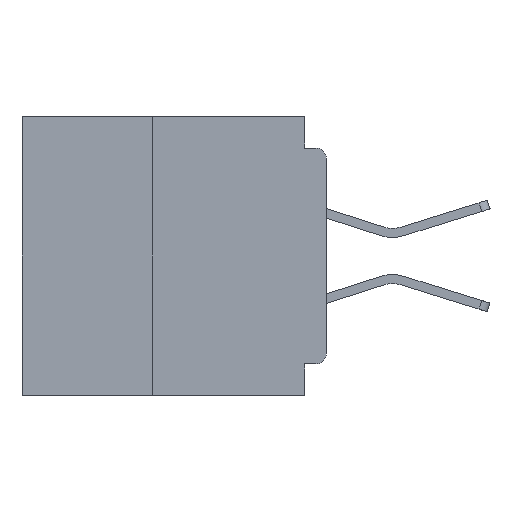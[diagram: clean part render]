
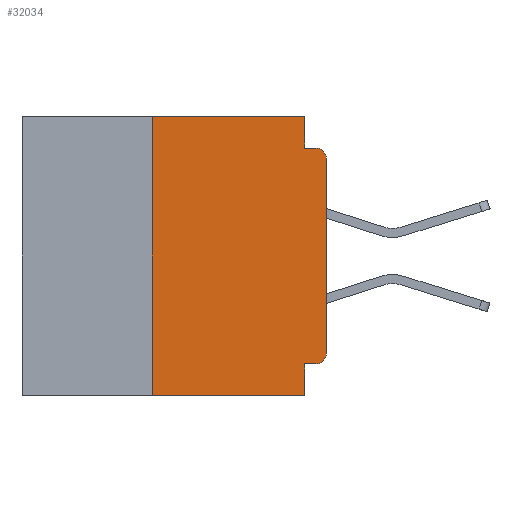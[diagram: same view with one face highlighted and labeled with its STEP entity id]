
A CAD part, left-side view. The second image highlights one B-rep face of the part: STEP entity #32034.
In plain terms, the highlighted planar face has unit normal (-1, 0, 0).
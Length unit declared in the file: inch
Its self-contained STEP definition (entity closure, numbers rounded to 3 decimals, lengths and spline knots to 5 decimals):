
#700 = VERTEX_POINT ( 'NONE', #38224 ) ;
#1400 = ORIENTED_EDGE ( 'NONE', *, *, #22707, .T. ) ;
#3102 = EDGE_CURVE ( 'NONE', #700, #5576, #43902, .T. ) ;
#3334 = EDGE_CURVE ( 'NONE', #28861, #5576, #25783, .T. ) ;
#5011 = LINE ( 'NONE', #19637, #43559 ) ;
#5576 = VERTEX_POINT ( 'NONE', #5955 ) ;
#5955 = CARTESIAN_POINT ( 'NONE',  ( 0., 0.031, -0.4 ) ) ;
#6643 = EDGE_CURVE ( 'NONE', #33008, #28157, #42367, .T. ) ;
#7456 = CIRCLE ( 'NONE', #33158, 0.015 ) ;
#7514 = DIRECTION ( 'NONE',  ( 1., 0., 0. ) ) ;
#7904 = CARTESIAN_POINT ( 'NONE',  ( 0., 0.437, -0.4 ) ) ;
#7946 = DIRECTION ( 'NONE',  ( 0., -1., 0. ) ) ;
#8181 = CARTESIAN_POINT ( 'NONE',  ( 0., 0.015, -0.34 ) ) ;
#9696 = EDGE_CURVE ( 'NONE', #21564, #700, #26336, .T. ) ;
#9873 = CARTESIAN_POINT ( 'NONE',  ( 0., 0., -0.045 ) ) ;
#10936 = CARTESIAN_POINT ( 'NONE',  ( 0., 0.015, -0.06 ) ) ;
#12031 = DIRECTION ( 'NONE',  ( 0., -1., 0. ) ) ;
#12078 = DIRECTION ( 'NONE',  ( 0., 0., -1. ) ) ;
#14807 = DIRECTION ( 'NONE',  ( 0., 0., -1. ) ) ;
#14812 = ORIENTED_EDGE ( 'NONE', *, *, #9696, .F. ) ;
#14995 = CARTESIAN_POINT ( 'NONE',  ( 0., 0.031, -0.045 ) ) ;
#15002 = VERTEX_POINT ( 'NONE', #14995 ) ;
#15609 = VECTOR ( 'NONE', #49799, 39.37008 ) ;
#16095 = CARTESIAN_POINT ( 'NONE',  ( 0., 0., 0. ) ) ;
#16142 = VECTOR ( 'NONE', #33006, 39.37008 ) ;
#16204 = DIRECTION ( 'NONE',  ( 0., 0., 1. ) ) ;
#17203 = CIRCLE ( 'NONE', #24636, 0.015 ) ;
#18157 = EDGE_CURVE ( 'NONE', #28449, #34219, #5011, .T. ) ;
#19200 = ORIENTED_EDGE ( 'NONE', *, *, #6643, .T. ) ;
#19340 = DIRECTION ( 'NONE',  ( 0., 0., -1. ) ) ;
#19637 = CARTESIAN_POINT ( 'NONE',  ( 0., 0.437, 0. ) ) ;
#20495 = CARTESIAN_POINT ( 'NONE',  ( 0., 0., -0.34 ) ) ;
#21564 = VERTEX_POINT ( 'NONE', #37682 ) ;
#21713 = EDGE_CURVE ( 'NONE', #28861, #28449, #36147, .T. ) ;
#22707 = EDGE_CURVE ( 'NONE', #28157, #42014, #7456, .T. ) ;
#23500 = VECTOR ( 'NONE', #40495, 39.37008 ) ;
#24567 = EDGE_LOOP ( 'NONE', ( #19200, #1400, #33317, #43842, #34438, #43310, #40321, #43274, #14812, #47649 ) ) ;
#24636 = AXIS2_PLACEMENT_3D ( 'NONE', #8181, #35201, #12078 ) ;
#25783 = LINE ( 'NONE', #7904, #44953 ) ;
#26336 = LINE ( 'NONE', #46106, #45492 ) ;
#26928 = CARTESIAN_POINT ( 'NONE',  ( 0., 0.031, 0. ) ) ;
#27025 = CARTESIAN_POINT ( 'NONE',  ( 0., 0.25, -0.4 ) ) ;
#27036 = DIRECTION ( 'NONE',  ( 0., 1., 0. ) ) ;
#27433 = VECTOR ( 'NONE', #19340, 39.37008 ) ;
#27584 = CARTESIAN_POINT ( 'NONE',  ( 0., 0.015, -0.045 ) ) ;
#28157 = VERTEX_POINT ( 'NONE', #43648 ) ;
#28449 = VERTEX_POINT ( 'NONE', #41677 ) ;
#28861 = VERTEX_POINT ( 'NONE', #32754 ) ;
#32034 = ADVANCED_FACE ( 'NONE', ( #33114 ), #49705, .F. ) ;
#32384 = EDGE_CURVE ( 'NONE', #15002, #42014, #36700, .T. ) ;
#32754 = CARTESIAN_POINT ( 'NONE',  ( 0., 0.25, -0.4 ) ) ;
#33006 = DIRECTION ( 'NONE',  ( 0., -1., 0. ) ) ;
#33008 = VERTEX_POINT ( 'NONE', #20495 ) ;
#33114 = FACE_OUTER_BOUND ( 'NONE', #24567, .T. ) ;
#33158 = AXIS2_PLACEMENT_3D ( 'NONE', #10936, #37904, #14807 ) ;
#33317 = ORIENTED_EDGE ( 'NONE', *, *, #32384, .F. ) ;
#33379 = VECTOR ( 'NONE', #16204, 39.37008 ) ;
#34219 = VERTEX_POINT ( 'NONE', #47694 ) ;
#34438 = ORIENTED_EDGE ( 'NONE', *, *, #18157, .F. ) ;
#34549 = DIRECTION ( 'NONE',  ( 0., 0., -1. ) ) ;
#35201 = DIRECTION ( 'NONE',  ( -1., 0., 0. ) ) ;
#36147 = LINE ( 'NONE', #27025, #15609 ) ;
#36700 = LINE ( 'NONE', #9873, #16142 ) ;
#37682 = CARTESIAN_POINT ( 'NONE',  ( 0., 0.015, -0.355 ) ) ;
#37904 = DIRECTION ( 'NONE',  ( -1., 0., 0. ) ) ;
#38224 = CARTESIAN_POINT ( 'NONE',  ( 0., 0.031, -0.355 ) ) ;
#40321 = ORIENTED_EDGE ( 'NONE', *, *, #3334, .T. ) ;
#40495 = DIRECTION ( 'NONE',  ( 0., 0., -1. ) ) ;
#40772 = CARTESIAN_POINT ( 'NONE',  ( 0., 0.031, -0.4 ) ) ;
#41677 = CARTESIAN_POINT ( 'NONE',  ( 0., 0.25, 0. ) ) ;
#41900 = EDGE_CURVE ( 'NONE', #34219, #15002, #47802, .T. ) ;
#41966 = EDGE_CURVE ( 'NONE', #21564, #33008, #17203, .T. ) ;
#42014 = VERTEX_POINT ( 'NONE', #27584 ) ;
#42081 = CARTESIAN_POINT ( 'NONE',  ( 0., 0.437, 0. ) ) ;
#42367 = LINE ( 'NONE', #16095, #33379 ) ;
#42761 = AXIS2_PLACEMENT_3D ( 'NONE', #42081, #7514, #34549 ) ;
#43274 = ORIENTED_EDGE ( 'NONE', *, *, #3102, .F. ) ;
#43310 = ORIENTED_EDGE ( 'NONE', *, *, #21713, .F. ) ;
#43559 = VECTOR ( 'NONE', #12031, 39.37008 ) ;
#43648 = CARTESIAN_POINT ( 'NONE',  ( 0., 0., -0.06 ) ) ;
#43842 = ORIENTED_EDGE ( 'NONE', *, *, #41900, .F. ) ;
#43902 = LINE ( 'NONE', #40772, #23500 ) ;
#44953 = VECTOR ( 'NONE', #7946, 39.37008 ) ;
#45492 = VECTOR ( 'NONE', #27036, 39.37008 ) ;
#46106 = CARTESIAN_POINT ( 'NONE',  ( 0., 0., -0.355 ) ) ;
#47649 = ORIENTED_EDGE ( 'NONE', *, *, #41966, .T. ) ;
#47694 = CARTESIAN_POINT ( 'NONE',  ( 0., 0.031, 0. ) ) ;
#47802 = LINE ( 'NONE', #26928, #27433 ) ;
#49705 = PLANE ( 'NONE',  #42761 ) ;
#49799 = DIRECTION ( 'NONE',  ( 0., 0., 1. ) ) ;
